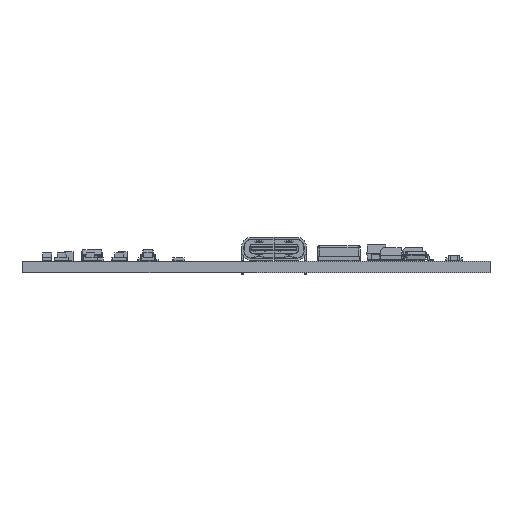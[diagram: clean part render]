
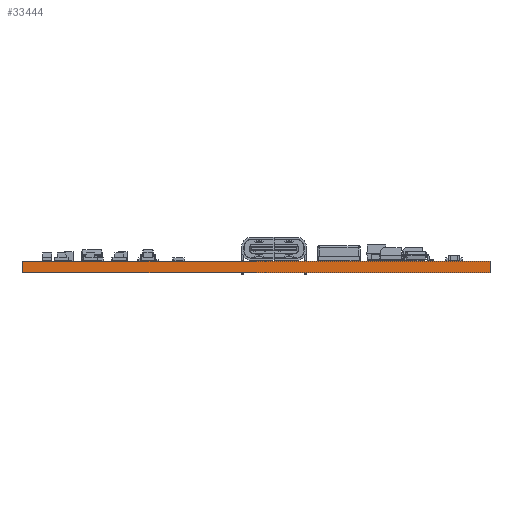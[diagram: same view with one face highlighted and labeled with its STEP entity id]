
A CAD part, front view. The second image highlights one B-rep face of the part: STEP entity #33444.
In plain terms, the highlighted planar face has unit normal (0, -1, 0).
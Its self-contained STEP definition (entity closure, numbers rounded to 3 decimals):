
#33444 = ADVANCED_FACE('',(#33445),#33479,.T.);
#33445 = FACE_BOUND('',#33446,.T.);
#33446 = EDGE_LOOP('',(#33447,#33457,#33465,#33473));
#33447 = ORIENTED_EDGE('',*,*,#33448,.T.);
#33448 = EDGE_CURVE('',#33449,#33451,#33453,.T.);
#33449 = VERTEX_POINT('',#33450);
#33450 = CARTESIAN_POINT('',(65.,-0.,0.));
#33451 = VERTEX_POINT('',#33452);
#33452 = CARTESIAN_POINT('',(65.,0.,1.6));
#33453 = LINE('',#33454,#33455);
#33454 = CARTESIAN_POINT('',(65.,-0.,0.));
#33455 = VECTOR('',#33456,1.);
#33456 = DIRECTION('',(0.,0.,1.));
#33457 = ORIENTED_EDGE('',*,*,#33458,.T.);
#33458 = EDGE_CURVE('',#33451,#33459,#33461,.T.);
#33459 = VERTEX_POINT('',#33460);
#33460 = CARTESIAN_POINT('',(0.,0.,1.6));
#33461 = LINE('',#33462,#33463);
#33462 = CARTESIAN_POINT('',(65.,0.,1.6));
#33463 = VECTOR('',#33464,1.);
#33464 = DIRECTION('',(-1.,0.,0.));
#33465 = ORIENTED_EDGE('',*,*,#33466,.F.);
#33466 = EDGE_CURVE('',#33467,#33459,#33469,.T.);
#33467 = VERTEX_POINT('',#33468);
#33468 = CARTESIAN_POINT('',(0.,-0.,0.));
#33469 = LINE('',#33470,#33471);
#33470 = CARTESIAN_POINT('',(0.,-0.,0.));
#33471 = VECTOR('',#33472,1.);
#33472 = DIRECTION('',(0.,0.,1.));
#33473 = ORIENTED_EDGE('',*,*,#33474,.F.);
#33474 = EDGE_CURVE('',#33449,#33467,#33475,.T.);
#33475 = LINE('',#33476,#33477);
#33476 = CARTESIAN_POINT('',(65.,-0.,0.));
#33477 = VECTOR('',#33478,1.);
#33478 = DIRECTION('',(-1.,0.,0.));
#33479 = PLANE('',#33480);
#33480 = AXIS2_PLACEMENT_3D('',#33481,#33482,#33483);
#33481 = CARTESIAN_POINT('',(65.,0.,0.));
#33482 = DIRECTION('',(0.,-1.,0.));
#33483 = DIRECTION('',(-1.,0.,0.));
